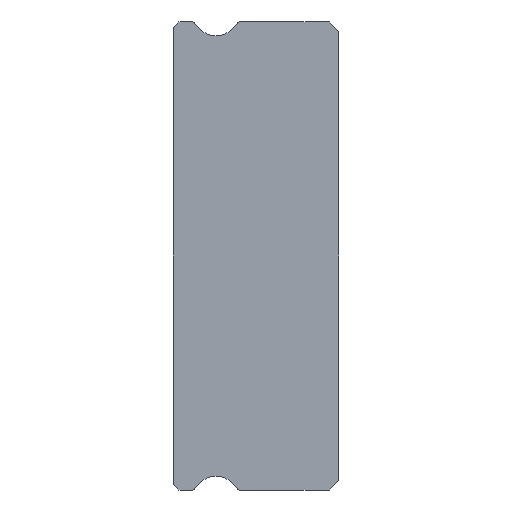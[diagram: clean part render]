
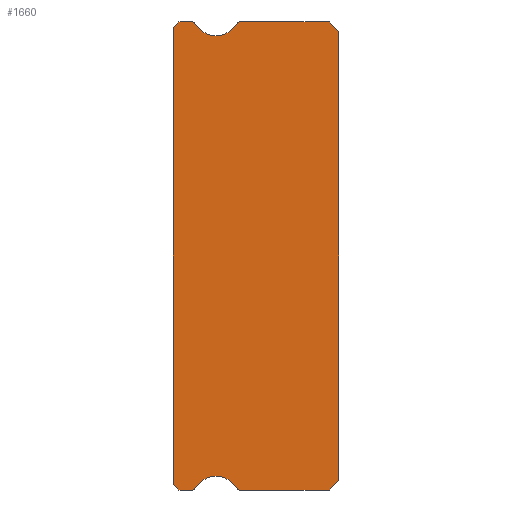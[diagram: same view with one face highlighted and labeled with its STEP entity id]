
A CAD part, left-side view. The second image highlights one B-rep face of the part: STEP entity #1660.
In plain terms, the highlighted planar face has unit normal (-1, 0, 0).
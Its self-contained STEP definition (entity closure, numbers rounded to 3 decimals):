
#2 = CARTESIAN_POINT ( 'NONE',  ( -15., 8.5, 11.85 ) ) ;
#13 = CARTESIAN_POINT ( 'NONE',  ( -15., 0., -11.5 ) ) ;
#16 = CARTESIAN_POINT ( 'NONE',  ( -15., 5.217, -11.925 ) ) ;
#49 = CIRCLE ( 'NONE', #1793, 0.15 ) ;
#95 = VECTOR ( 'NONE', #639, 1000. ) ;
#98 = VERTEX_POINT ( 'NONE', #2800 ) ;
#100 = CARTESIAN_POINT ( 'NONE',  ( -15., 8.2, 12. ) ) ;
#149 = LINE ( 'NONE', #2147, #1596 ) ;
#151 = EDGE_CURVE ( 'NONE', #2054, #1976, #1979, .T. ) ;
#172 = CARTESIAN_POINT ( 'NONE',  ( -15., 7.512, -11.85 ) ) ;
#216 = CARTESIAN_POINT ( 'NONE',  ( -15., 7.383, -11.925 ) ) ;
#227 = VERTEX_POINT ( 'NONE', #1134 ) ;
#237 = LINE ( 'NONE', #2, #912 ) ;
#248 = AXIS2_PLACEMENT_3D ( 'NONE', #2031, #1789, #1623 ) ;
#264 = CARTESIAN_POINT ( 'NONE',  ( -15., 8.2, -12. ) ) ;
#275 = VERTEX_POINT ( 'NONE', #16 ) ;
#281 = DIRECTION ( 'NONE',  ( 0., -1., 0. ) ) ;
#319 = VERTEX_POINT ( 'NONE', #906 ) ;
#336 = DIRECTION ( 'NONE',  ( 0., -1., 0. ) ) ;
#355 = DIRECTION ( 'NONE',  ( 0., 0., -1. ) ) ;
#363 = EDGE_CURVE ( 'NONE', #1181, #2740, #2309, .T. ) ;
#381 = LINE ( 'NONE', #1441, #2231 ) ;
#391 = DIRECTION ( 'NONE',  ( 0., 0., -1. ) ) ;
#461 = VECTOR ( 'NONE', #2363, 1000. ) ;
#472 = ORIENTED_EDGE ( 'NONE', *, *, #151, .F. ) ;
#534 = CARTESIAN_POINT ( 'NONE',  ( -15., 6.3, 11.3 ) ) ;
#546 = EDGE_CURVE ( 'NONE', #1174, #319, #1475, .T. ) ;
#566 = CARTESIAN_POINT ( 'NONE',  ( -15., 8.5, 11.7 ) ) ;
#571 = CARTESIAN_POINT ( 'NONE',  ( -15., 7.512, 11.85 ) ) ;
#573 = EDGE_CURVE ( 'NONE', #275, #2254, #2569, .T. ) ;
#588 = ORIENTED_EDGE ( 'NONE', *, *, #1604, .T. ) ;
#596 = DIRECTION ( 'NONE',  ( -1., 0., 0. ) ) ;
#603 = VERTEX_POINT ( 'NONE', #2684 ) ;
#609 = EDGE_CURVE ( 'NONE', #98, #1181, #1106, .T. ) ;
#614 = EDGE_CURVE ( 'NONE', #1976, #603, #49, .T. ) ;
#618 = ORIENTED_EDGE ( 'NONE', *, *, #614, .F. ) ;
#639 = DIRECTION ( 'NONE',  ( 0., 0.707, -0.707 ) ) ;
#645 = ORIENTED_EDGE ( 'NONE', *, *, #546, .T. ) ;
#724 = VECTOR ( 'NONE', #1796, 1000. ) ;
#725 = CIRCLE ( 'NONE', #2508, 0.15 ) ;
#755 = DIRECTION ( 'NONE',  ( 0., -0.707, -0.707 ) ) ;
#756 = CARTESIAN_POINT ( 'NONE',  ( -15., 5.217, 11.925 ) ) ;
#807 = DIRECTION ( 'NONE',  ( 0., 0., -1. ) ) ;
#821 = CIRCLE ( 'NONE', #956, 0.15 ) ;
#843 = ORIENTED_EDGE ( 'NONE', *, *, #1185, .T. ) ;
#863 = CARTESIAN_POINT ( 'NONE',  ( -15., 5.088, 11.85 ) ) ;
#906 = CARTESIAN_POINT ( 'NONE',  ( -15., 8.5, 11.7 ) ) ;
#910 = VERTEX_POINT ( 'NONE', #2111 ) ;
#912 = VECTOR ( 'NONE', #2403, 1000. ) ;
#956 = AXIS2_PLACEMENT_3D ( 'NONE', #172, #1946, #391 ) ;
#981 = DIRECTION ( 'NONE',  ( 0., 1., 0. ) ) ;
#989 = DIRECTION ( 'NONE',  ( 0., 0., -1. ) ) ;
#1014 = EDGE_CURVE ( 'NONE', #910, #319, #237, .T. ) ;
#1026 = ORIENTED_EDGE ( 'NONE', *, *, #609, .F. ) ;
#1068 = DIRECTION ( 'NONE',  ( 1., 0., 0. ) ) ;
#1071 = AXIS2_PLACEMENT_3D ( 'NONE', #2155, #596, #807 ) ;
#1093 = CARTESIAN_POINT ( 'NONE',  ( -15., 5.088, -12. ) ) ;
#1102 = VECTOR ( 'NONE', #2764, 1000. ) ;
#1106 = LINE ( 'NONE', #13, #95 ) ;
#1131 = DIRECTION ( 'NONE',  ( 1., 0., 0. ) ) ;
#1134 = CARTESIAN_POINT ( 'NONE',  ( -15., 7.512, 12. ) ) ;
#1141 = AXIS2_PLACEMENT_3D ( 'NONE', #2487, #2271, #989 ) ;
#1174 = VERTEX_POINT ( 'NONE', #100 ) ;
#1181 = VERTEX_POINT ( 'NONE', #1812 ) ;
#1185 = EDGE_CURVE ( 'NONE', #227, #1174, #1372, .T. ) ;
#1230 = LINE ( 'NONE', #2738, #1825 ) ;
#1233 = CIRCLE ( 'NONE', #248, 1.25 ) ;
#1270 = DIRECTION ( 'NONE',  ( 0., 0., -1. ) ) ;
#1320 = ORIENTED_EDGE ( 'NONE', *, *, #1747, .F. ) ;
#1372 = LINE ( 'NONE', #1607, #724 ) ;
#1379 = VERTEX_POINT ( 'NONE', #2804 ) ;
#1395 = CARTESIAN_POINT ( 'NONE',  ( -15., 8.2, -12. ) ) ;
#1440 = PLANE ( 'NONE',  #1141 ) ;
#1441 = CARTESIAN_POINT ( 'NONE',  ( -15., 7.512, 12. ) ) ;
#1475 = LINE ( 'NONE', #566, #461 ) ;
#1476 = ORIENTED_EDGE ( 'NONE', *, *, #2700, .F. ) ;
#1501 = ORIENTED_EDGE ( 'NONE', *, *, #2226, .F. ) ;
#1509 = EDGE_CURVE ( 'NONE', #1575, #1379, #2204, .T. ) ;
#1569 = CARTESIAN_POINT ( 'NONE',  ( -15., 0., 11.5 ) ) ;
#1575 = VERTEX_POINT ( 'NONE', #264 ) ;
#1590 = VERTEX_POINT ( 'NONE', #2106 ) ;
#1596 = VECTOR ( 'NONE', #1693, 1000. ) ;
#1604 = EDGE_CURVE ( 'NONE', #910, #1575, #2091, .T. ) ;
#1607 = CARTESIAN_POINT ( 'NONE',  ( -15., 8.2, 12. ) ) ;
#1623 = DIRECTION ( 'NONE',  ( 0., 0., -1. ) ) ;
#1649 = FACE_OUTER_BOUND ( 'NONE', #2173, .T. ) ;
#1660 = ADVANCED_FACE ( 'NONE', ( #1649 ), #1440, .F. ) ;
#1693 = DIRECTION ( 'NONE',  ( 0., 0., 1. ) ) ;
#1707 = EDGE_CURVE ( 'NONE', #1590, #1959, #1230, .T. ) ;
#1747 = EDGE_CURVE ( 'NONE', #227, #2789, #1770, .T. ) ;
#1770 = CIRCLE ( 'NONE', #2153, 0.15 ) ;
#1789 = DIRECTION ( 'NONE',  ( -1., 0., 0. ) ) ;
#1793 = AXIS2_PLACEMENT_3D ( 'NONE', #863, #1131, #2020 ) ;
#1796 = DIRECTION ( 'NONE',  ( 0., 1., 0. ) ) ;
#1812 = CARTESIAN_POINT ( 'NONE',  ( -15., 0.5, -12. ) ) ;
#1825 = VECTOR ( 'NONE', #755, 1000. ) ;
#1845 = VECTOR ( 'NONE', #981, 1000. ) ;
#1860 = EDGE_CURVE ( 'NONE', #2740, #275, #725, .T. ) ;
#1862 = ORIENTED_EDGE ( 'NONE', *, *, #1707, .F. ) ;
#1873 = ORIENTED_EDGE ( 'NONE', *, *, #2117, .T. ) ;
#1930 = CARTESIAN_POINT ( 'NONE',  ( -15., 6.3, 12.55 ) ) ;
#1946 = DIRECTION ( 'NONE',  ( 1., 0., 0. ) ) ;
#1959 = VERTEX_POINT ( 'NONE', #1569 ) ;
#1976 = VERTEX_POINT ( 'NONE', #756 ) ;
#1979 = CIRCLE ( 'NONE', #2566, 1.25 ) ;
#2020 = DIRECTION ( 'NONE',  ( 0., 0., -1. ) ) ;
#2028 = ORIENTED_EDGE ( 'NONE', *, *, #2752, .F. ) ;
#2031 = CARTESIAN_POINT ( 'NONE',  ( -15., 6.3, 12.55 ) ) ;
#2054 = VERTEX_POINT ( 'NONE', #534 ) ;
#2091 = LINE ( 'NONE', #1395, #1102 ) ;
#2106 = CARTESIAN_POINT ( 'NONE',  ( -15., 0.5, 12. ) ) ;
#2111 = CARTESIAN_POINT ( 'NONE',  ( -15., 8.5, -11.7 ) ) ;
#2117 = EDGE_CURVE ( 'NONE', #98, #1959, #149, .T. ) ;
#2140 = DIRECTION ( 'NONE',  ( 0., 0., -1. ) ) ;
#2144 = ORIENTED_EDGE ( 'NONE', *, *, #1014, .F. ) ;
#2147 = CARTESIAN_POINT ( 'NONE',  ( -15., 0., 11.5 ) ) ;
#2153 = AXIS2_PLACEMENT_3D ( 'NONE', #571, #2331, #355 ) ;
#2155 = CARTESIAN_POINT ( 'NONE',  ( -15., 6.3, -12.55 ) ) ;
#2173 = EDGE_LOOP ( 'NONE', ( #2144, #588, #2493, #1476, #2542, #2832, #2247, #1026, #1873, #1862, #1501, #618, #472, #2028, #1320, #843, #645 ) ) ;
#2204 = LINE ( 'NONE', #2259, #2779 ) ;
#2226 = EDGE_CURVE ( 'NONE', #603, #1590, #381, .T. ) ;
#2231 = VECTOR ( 'NONE', #336, 1000. ) ;
#2247 = ORIENTED_EDGE ( 'NONE', *, *, #363, .F. ) ;
#2254 = VERTEX_POINT ( 'NONE', #216 ) ;
#2259 = CARTESIAN_POINT ( 'NONE',  ( -15., 7.512, -12. ) ) ;
#2271 = DIRECTION ( 'NONE',  ( 1., 0., 0. ) ) ;
#2309 = LINE ( 'NONE', #2717, #1845 ) ;
#2331 = DIRECTION ( 'NONE',  ( 1., 0., 0. ) ) ;
#2363 = DIRECTION ( 'NONE',  ( 0., 0.707, -0.707 ) ) ;
#2384 = CARTESIAN_POINT ( 'NONE',  ( -15., 5.088, -11.85 ) ) ;
#2403 = DIRECTION ( 'NONE',  ( 0., 0., 1. ) ) ;
#2485 = CARTESIAN_POINT ( 'NONE',  ( -15., 7.383, 11.925 ) ) ;
#2487 = CARTESIAN_POINT ( 'NONE',  ( -15., 7.512, 11.85 ) ) ;
#2493 = ORIENTED_EDGE ( 'NONE', *, *, #1509, .T. ) ;
#2508 = AXIS2_PLACEMENT_3D ( 'NONE', #2384, #1068, #1270 ) ;
#2542 = ORIENTED_EDGE ( 'NONE', *, *, #573, .F. ) ;
#2566 = AXIS2_PLACEMENT_3D ( 'NONE', #1930, #2760, #2140 ) ;
#2569 = CIRCLE ( 'NONE', #1071, 1.25 ) ;
#2684 = CARTESIAN_POINT ( 'NONE',  ( -15., 5.088, 12. ) ) ;
#2700 = EDGE_CURVE ( 'NONE', #2254, #1379, #821, .T. ) ;
#2717 = CARTESIAN_POINT ( 'NONE',  ( -15., 7.512, -12. ) ) ;
#2738 = CARTESIAN_POINT ( 'NONE',  ( -15., 0.5, 12. ) ) ;
#2740 = VERTEX_POINT ( 'NONE', #1093 ) ;
#2752 = EDGE_CURVE ( 'NONE', #2789, #2054, #1233, .T. ) ;
#2760 = DIRECTION ( 'NONE',  ( -1., 0., 0. ) ) ;
#2764 = DIRECTION ( 'NONE',  ( 0., -0.707, -0.707 ) ) ;
#2779 = VECTOR ( 'NONE', #281, 1000. ) ;
#2789 = VERTEX_POINT ( 'NONE', #2485 ) ;
#2800 = CARTESIAN_POINT ( 'NONE',  ( -15., 0., -11.5 ) ) ;
#2804 = CARTESIAN_POINT ( 'NONE',  ( -15., 7.512, -12. ) ) ;
#2832 = ORIENTED_EDGE ( 'NONE', *, *, #1860, .F. ) ;
